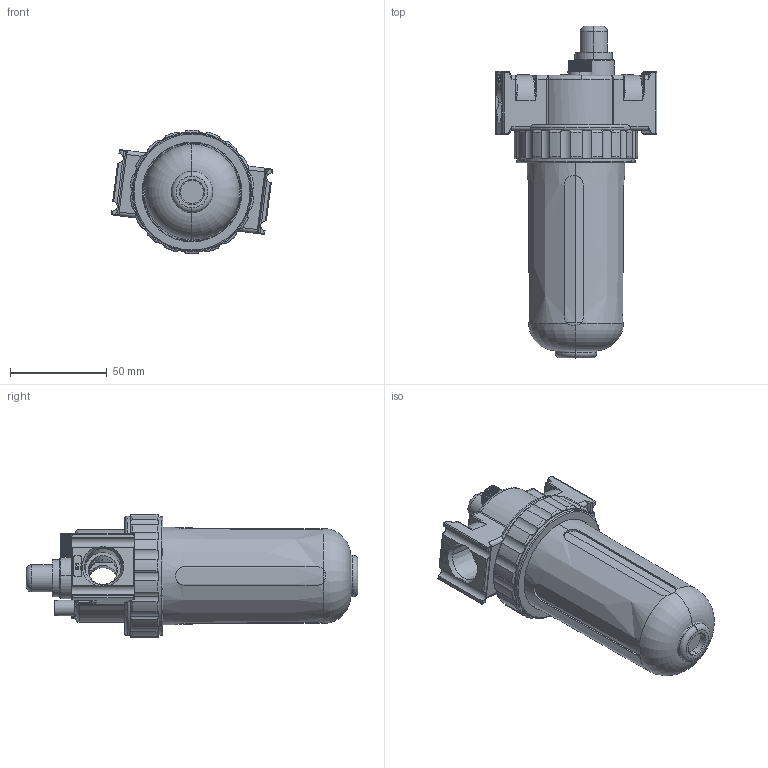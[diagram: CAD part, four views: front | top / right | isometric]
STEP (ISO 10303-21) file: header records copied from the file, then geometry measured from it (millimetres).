
FILE_DESCRIPTION (( 'STEP AP214' ), '1' );
FILE_NAME ('L89.STEP', '2021-11-16T05:20:06', ( 'User' ), ( '' ), 'SwSTEP 2.0', 'SolidWorks 2014', '' );
FILE_SCHEMA (( 'AUTOMOTIVE_DESIGN' ));
Length unit declared in the file: millimetre
Products named in the file (18): L8001; L50調油螺絲; L89; F8004; F8003; F8002; L8016; L8015; L8013
Assembly tree (9 placements, depth 2):
  L8001
  L50調油螺絲
  L89
    L50調油螺絲
    L8001
    L8013
    L8015
    L8016
    F8002
    F8003
    F8004
  L89
    L8013
  F8004
Bounding box: 83.54 x 171.56 x 63.98 mm (x, y, z)
Volume: 144029.5 mm3; surface area: 99598.4 mm2
Topology: 8 solids, 8 shells, 876 faces, 2249 edges, 1412 vertices
Faces by surface type: cylinder 431, plane 245, torus 95, cone 54, bspline 43, sphere 8
Entity records: 31382 total; most frequent: CARTESIAN_POINT 9856, DIRECTION 4460, ORIENTED_EDGE 4440, EDGE_CURVE 2220, AXIS2_PLACEMENT_3D 1759, VERTEX_POINT 1410, EDGE_LOOP 952, VECTOR 942
